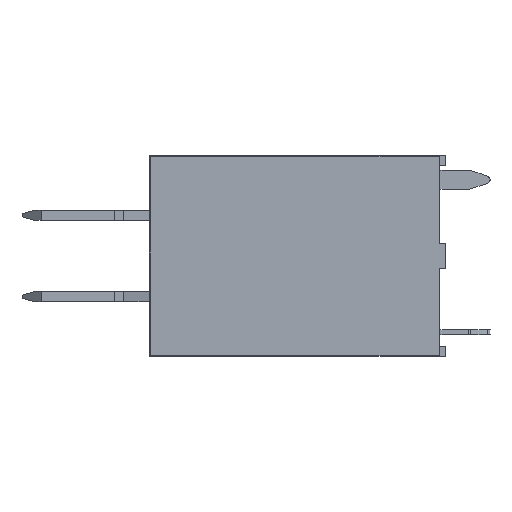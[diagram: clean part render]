
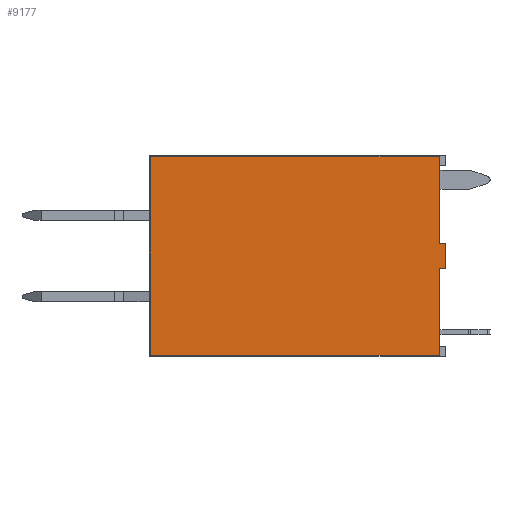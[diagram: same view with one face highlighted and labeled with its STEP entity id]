
A CAD part, left-side view. The second image highlights one B-rep face of the part: STEP entity #9177.
In plain terms, the highlighted planar face has unit normal (-1, 0, 0).
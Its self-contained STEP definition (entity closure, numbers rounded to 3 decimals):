
#537=FACE_OUTER_BOUND('',#1068,.T.);
#1068=EDGE_LOOP('',(#7028,#7029,#7030,#7031,#7032,#7033,#7034,#7035));
#1793=LINE('',#14142,#2831);
#1795=LINE('',#14152,#2833);
#1796=LINE('',#14156,#2834);
#1802=LINE('',#14171,#2840);
#1807=LINE('',#14181,#2845);
#1808=LINE('',#14183,#2846);
#1809=LINE('',#14185,#2847);
#1810=LINE('',#14186,#2848);
#2831=VECTOR('',#10752,10.);
#2833=VECTOR('',#10768,10.);
#2834=VECTOR('',#10773,10.);
#2840=VECTOR('',#10789,10.);
#2845=VECTOR('',#10796,10.);
#2846=VECTOR('',#10797,10.);
#2847=VECTOR('',#10798,10.);
#2848=VECTOR('',#10799,10.);
#4084=VERTEX_POINT('',#14131);
#4087=VERTEX_POINT('',#14140);
#4088=VERTEX_POINT('',#14145);
#4089=VERTEX_POINT('',#14154);
#4093=VERTEX_POINT('',#14170);
#4097=VERTEX_POINT('',#14180);
#4098=VERTEX_POINT('',#14182);
#4099=VERTEX_POINT('',#14184);
#5149=EDGE_CURVE('',#4087,#4084,#1793,.T.);
#5155=EDGE_CURVE('',#4084,#4088,#1795,.T.);
#5157=EDGE_CURVE('',#4088,#4089,#1796,.T.);
#5164=EDGE_CURVE('',#4093,#4089,#1802,.T.);
#5169=EDGE_CURVE('',#4087,#4097,#1807,.T.);
#5170=EDGE_CURVE('',#4097,#4098,#1808,.T.);
#5171=EDGE_CURVE('',#4098,#4099,#1809,.T.);
#5172=EDGE_CURVE('',#4099,#4093,#1810,.T.);
#7028=ORIENTED_EDGE('',*,*,#5157,.F.);
#7029=ORIENTED_EDGE('',*,*,#5155,.F.);
#7030=ORIENTED_EDGE('',*,*,#5149,.F.);
#7031=ORIENTED_EDGE('',*,*,#5169,.T.);
#7032=ORIENTED_EDGE('',*,*,#5170,.T.);
#7033=ORIENTED_EDGE('',*,*,#5171,.T.);
#7034=ORIENTED_EDGE('',*,*,#5172,.T.);
#7035=ORIENTED_EDGE('',*,*,#5164,.T.);
#8743=PLANE('',#9769);
#9177=ADVANCED_FACE('',(#537),#8743,.T.);
#9769=AXIS2_PLACEMENT_3D('',#14179,#10794,#10795);
#10752=DIRECTION('',(0.,1.,0.));
#10768=DIRECTION('',(0.,0.,1.));
#10773=DIRECTION('',(0.,-1.,0.));
#10789=DIRECTION('',(0.,0.,1.));
#10794=DIRECTION('center_axis',(-1.,0.,0.));
#10795=DIRECTION('ref_axis',(0.,0.,1.));
#10796=DIRECTION('',(0.,0.,1.));
#10797=DIRECTION('',(0.,-1.,0.));
#10798=DIRECTION('',(0.,0.,1.));
#10799=DIRECTION('',(0.,1.,0.));
#14131=CARTESIAN_POINT('',(-15.05,23.2,-7.8));
#14140=CARTESIAN_POINT('',(-15.05,0.5,-7.8));
#14142=CARTESIAN_POINT('',(-15.05,5.825,-7.8));
#14145=CARTESIAN_POINT('',(-15.05,23.2,7.8));
#14152=CARTESIAN_POINT('',(-15.05,23.2,-3.95));
#14154=CARTESIAN_POINT('',(-15.05,0.5,7.8));
#14156=CARTESIAN_POINT('',(-15.05,17.475,7.8));
#14170=CARTESIAN_POINT('',(-15.05,0.5,1.));
#14171=CARTESIAN_POINT('',(-15.05,0.5,0.));
#14179=CARTESIAN_POINT('Origin',(-15.05,11.65,0.));
#14180=CARTESIAN_POINT('',(-15.05,0.5,-1.));
#14181=CARTESIAN_POINT('',(-15.05,0.5,0.));
#14182=CARTESIAN_POINT('',(-15.05,0.,-1.));
#14183=CARTESIAN_POINT('',(-15.05,5.825,-1.));
#14184=CARTESIAN_POINT('',(-15.05,0.,1.));
#14185=CARTESIAN_POINT('',(-15.05,0.,-7.9));
#14186=CARTESIAN_POINT('',(-15.05,5.825,1.));
